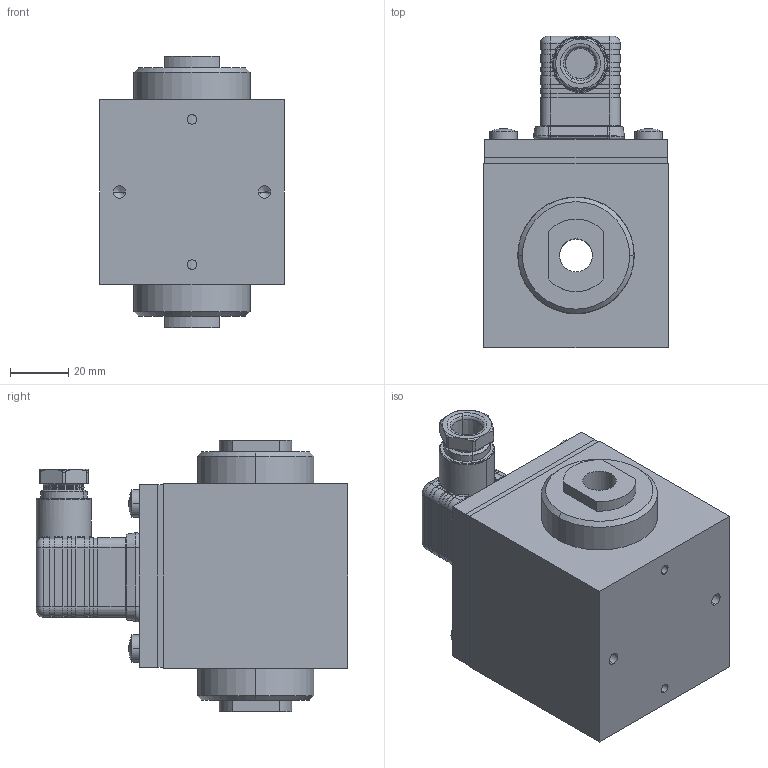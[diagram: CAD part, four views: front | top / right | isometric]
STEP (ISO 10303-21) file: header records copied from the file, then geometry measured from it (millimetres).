
FILE_DESCRIPTION(('Creo Elements/Direct Modeling STEP Export'),'2;1');
FILE_NAME('PR3200.stp','2023-09-13T16:30:45',(''),(''),'Creo Elements/Direct Modeling STEP processor for AP214 (Solid Model)','Creo Elements/Direct Modeling 20.1B 02-Apr-2019 (C) Parametric Technology GmbH','');
FILE_SCHEMA(('AUTOMOTIVE_DESIGN { 1 0 10303 214 1 1 1 1 }'));
Length unit declared in the file: millimetre
Products named in the file (8): Z0009.04; 7306.02; 7305; 7295.02; 8229_sp.02; 7307; 7345; PR3200.stp
Assembly tree (11 placements, depth 2):
  PR3200.stp
    7345
    7307
    Z0009.04  x4
    7306.02  x2
    8229_sp.02
    7295.02
    7305
Bounding box: 63.5 x 107.35 x 93.5 mm (x, y, z)
Volume: 240822.9 mm3; surface area: 76788.5 mm2
Topology: 11 solids, 11 shells, 1280 faces, 3493 edges, 2324 vertices
Faces by surface type: plane 694, cylinder 350, extrusion 117, cone 62, torus 51, sphere 4, bspline 2
Entity records: 50617 total; most frequent: CARTESIAN_POINT 11736, ORIENTED_EDGE 6474, DIRECTION 5726, EDGE_CURVE 3237, VECTOR 2180, VERTEX_POINT 2168, LINE 2063, AXIS2_PLACEMENT_3D 1773
